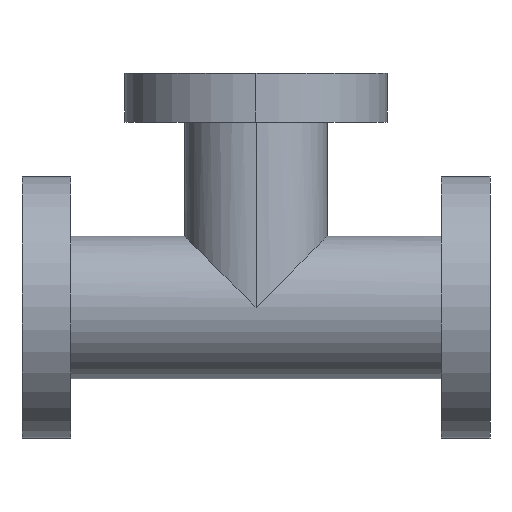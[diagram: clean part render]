
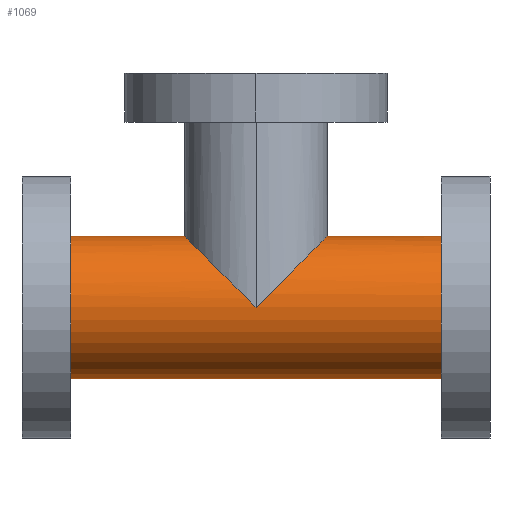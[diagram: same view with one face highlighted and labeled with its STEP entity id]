
A CAD part, left-side view. The second image highlights one B-rep face of the part: STEP entity #1069.
In plain terms, the highlighted cylindrical face has radius 19 mm (diameter 38 mm), a partial arc.
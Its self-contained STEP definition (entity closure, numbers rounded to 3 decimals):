
#27 = CARTESIAN_POINT ( 'NONE',  ( 0., 62.5, 0. ) ) ;
#166 = CIRCLE ( 'NONE', #496, 19. ) ;
#179 = DIRECTION ( 'NONE',  ( 0., -1., 0. ) ) ;
#189 = CARTESIAN_POINT ( 'NONE',  ( 0., -49.5, 0. ) ) ;
#211 = CARTESIAN_POINT ( 'NONE',  ( -19., 0., 0. ) ) ;
#291 = CARTESIAN_POINT ( 'NONE',  ( 0., -19., 19. ) ) ;
#353 = VERTEX_POINT ( 'NONE', #1783 ) ;
#362 = EDGE_CURVE ( 'NONE', #1476, #1860, #751, .T. ) ;
#419 = DIRECTION ( 'NONE',  ( 0., -1., 0. ) ) ;
#444 = DIRECTION ( 'NONE',  ( 0., 0., 1. ) ) ;
#453 = AXIS2_PLACEMENT_3D ( 'NONE', #27, #419, #992 ) ;
#496 = AXIS2_PLACEMENT_3D ( 'NONE', #808, #1588, #444 ) ;
#544 = ORIENTED_EDGE ( 'NONE', *, *, #2167, .F. ) ;
#546 = EDGE_CURVE ( 'NONE', #353, #2429, #657, .T. ) ;
#596 = CARTESIAN_POINT ( 'NONE',  ( 0., 49.5, 19. ) ) ;
#598 = ORIENTED_EDGE ( 'NONE', *, *, #1979, .F. ) ;
#637 = ORIENTED_EDGE ( 'NONE', *, *, #1220, .F. ) ;
#657 = LINE ( 'NONE', #1649, #777 ) ;
#712 = AXIS2_PLACEMENT_3D ( 'NONE', #189, #1747, #2524 ) ;
#724 = CARTESIAN_POINT ( 'NONE',  ( 0., 19., 19. ) ) ;
#751 =( BOUNDED_CURVE ( )  B_SPLINE_CURVE ( 3, ( #2378, #970, #2144, #1025 ),
 .UNSPECIFIED., .F., .F. ) 
 B_SPLINE_CURVE_WITH_KNOTS ( ( 4, 4 ),
 ( 3.142, 4.712 ),
 .UNSPECIFIED. ) 
 CURVE ( )  GEOMETRIC_REPRESENTATION_ITEM ( )  RATIONAL_B_SPLINE_CURVE ( ( 1., 0.805, 0.805, 1. ) ) 
 REPRESENTATION_ITEM ( '' )  );
#763 = LINE ( 'NONE', #2321, #912 ) ;
#777 = VECTOR ( 'NONE', #1238, 1000. ) ;
#793 = FACE_OUTER_BOUND ( 'NONE', #1304, .T. ) ;
#808 = CARTESIAN_POINT ( 'NONE',  ( 0., 49.5, 0. ) ) ;
#912 = VECTOR ( 'NONE', #179, 1000. ) ;
#953 = EDGE_CURVE ( 'NONE', #2494, #1362, #763, .T. ) ;
#970 = CARTESIAN_POINT ( 'NONE',  ( -11.13, 19., 19. ) ) ;
#976 = CARTESIAN_POINT ( 'NONE',  ( -19., -11.13, 11.13 ) ) ;
#992 = DIRECTION ( 'NONE',  ( 0., 0., -1. ) ) ;
#999 =( BOUNDED_CURVE ( )  B_SPLINE_CURVE ( 3, ( #211, #976, #1781, #2360 ),
 .UNSPECIFIED., .F., .T. ) 
 B_SPLINE_CURVE_WITH_KNOTS ( ( 4, 4 ),
 ( 4.712, 6.283 ),
 .UNSPECIFIED. ) 
 CURVE ( )  GEOMETRIC_REPRESENTATION_ITEM ( )  RATIONAL_B_SPLINE_CURVE ( ( 1., 0.805, 0.805, 1. ) ) 
 REPRESENTATION_ITEM ( '' )  );
#1020 = EDGE_CURVE ( 'NONE', #1860, #2494, #999, .T. ) ;
#1025 = CARTESIAN_POINT ( 'NONE',  ( -19., 0., 0. ) ) ;
#1030 = VECTOR ( 'NONE', #1510, 1000. ) ;
#1069 = ADVANCED_FACE ( 'NONE', ( #793 ), #2348, .T. ) ;
#1149 = LINE ( 'NONE', #1930, #1030 ) ;
#1155 = ORIENTED_EDGE ( 'NONE', *, *, #362, .F. ) ;
#1220 = EDGE_CURVE ( 'NONE', #1509, #1476, #1149, .T. ) ;
#1238 = DIRECTION ( 'NONE',  ( 0., -1., 0. ) ) ;
#1304 = EDGE_LOOP ( 'NONE', ( #637, #598, #1957, #544, #2338, #2232, #1155 ) ) ;
#1362 = VERTEX_POINT ( 'NONE', #2187 ) ;
#1476 = VERTEX_POINT ( 'NONE', #724 ) ;
#1509 = VERTEX_POINT ( 'NONE', #596 ) ;
#1510 = DIRECTION ( 'NONE',  ( 0., -1., 0. ) ) ;
#1588 = DIRECTION ( 'NONE',  ( 0., 1., 0. ) ) ;
#1649 = CARTESIAN_POINT ( 'NONE',  ( 0., 62.5, -19. ) ) ;
#1747 = DIRECTION ( 'NONE',  ( 0., -1., 0. ) ) ;
#1781 = CARTESIAN_POINT ( 'NONE',  ( -11.13, -19., 19. ) ) ;
#1783 = CARTESIAN_POINT ( 'NONE',  ( 0., 49.5, -19. ) ) ;
#1860 = VERTEX_POINT ( 'NONE', #1934 ) ;
#1930 = CARTESIAN_POINT ( 'NONE',  ( 0., 62.5, 19. ) ) ;
#1934 = CARTESIAN_POINT ( 'NONE',  ( -19., 0., 0. ) ) ;
#1957 = ORIENTED_EDGE ( 'NONE', *, *, #546, .T. ) ;
#1979 = EDGE_CURVE ( 'NONE', #353, #1509, #166, .T. ) ;
#2144 = CARTESIAN_POINT ( 'NONE',  ( -19., 11.13, 11.13 ) ) ;
#2167 = EDGE_CURVE ( 'NONE', #1362, #2429, #2490, .T. ) ;
#2187 = CARTESIAN_POINT ( 'NONE',  ( 0., -49.5, 19. ) ) ;
#2232 = ORIENTED_EDGE ( 'NONE', *, *, #1020, .F. ) ;
#2235 = CARTESIAN_POINT ( 'NONE',  ( 0., -49.5, -19. ) ) ;
#2321 = CARTESIAN_POINT ( 'NONE',  ( 0., 62.5, 19. ) ) ;
#2338 = ORIENTED_EDGE ( 'NONE', *, *, #953, .F. ) ;
#2348 = CYLINDRICAL_SURFACE ( 'NONE', #453, 19. ) ;
#2360 = CARTESIAN_POINT ( 'NONE',  ( 0., -19., 19. ) ) ;
#2378 = CARTESIAN_POINT ( 'NONE',  ( 0., 19., 19. ) ) ;
#2429 = VERTEX_POINT ( 'NONE', #2235 ) ;
#2490 = CIRCLE ( 'NONE', #712, 19. ) ;
#2494 = VERTEX_POINT ( 'NONE', #291 ) ;
#2524 = DIRECTION ( 'NONE',  ( 0., 0., -1. ) ) ;
